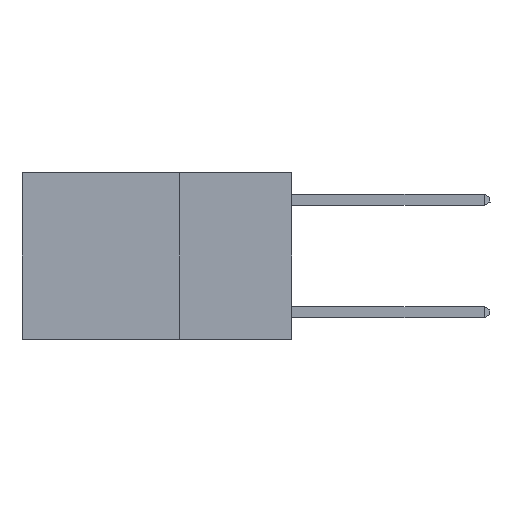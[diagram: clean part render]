
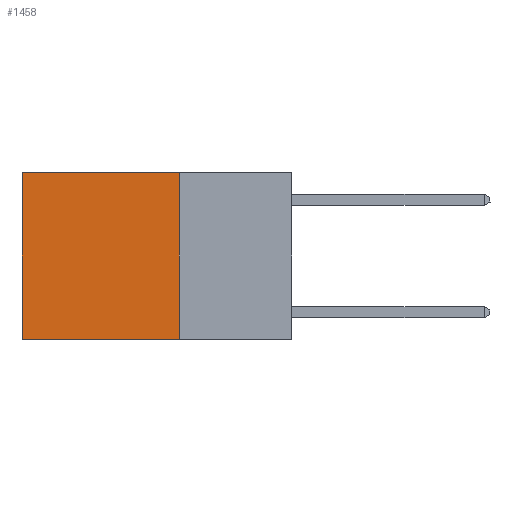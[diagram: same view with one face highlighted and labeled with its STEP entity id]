
A CAD part, left-side view. The second image highlights one B-rep face of the part: STEP entity #1458.
In plain terms, the highlighted planar face has unit normal (-1, 0, 0).
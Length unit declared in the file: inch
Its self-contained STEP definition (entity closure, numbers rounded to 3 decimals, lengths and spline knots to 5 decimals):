
#470 = PLANE ( 'NONE',  #2071 ) ;
#1308 = CARTESIAN_POINT ( 'NONE',  ( 0.2625, 0.25, 0. ) ) ;
#1458 = ADVANCED_FACE ( 'NONE', ( #16458 ), #470, .F. ) ;
#1509 = CARTESIAN_POINT ( 'NONE',  ( 0.2625, 0.6, -0.37 ) ) ;
#1810 = VERTEX_POINT ( 'NONE', #1509 ) ;
#2071 = AXIS2_PLACEMENT_3D ( 'NONE', #4444, #14908, #12487 ) ;
#3308 = CARTESIAN_POINT ( 'NONE',  ( 0.2625, 0.6, 0. ) ) ;
#4129 = CARTESIAN_POINT ( 'NONE',  ( 0.2625, 0.25, -0.37 ) ) ;
#4444 = CARTESIAN_POINT ( 'NONE',  ( 0.2625, 0.25, 0. ) ) ;
#4857 = CARTESIAN_POINT ( 'NONE',  ( 0.2625, 0.25, -0.37 ) ) ;
#6503 = LINE ( 'NONE', #16915, #6785 ) ;
#6785 = VECTOR ( 'NONE', #7785, 39.37008 ) ;
#6858 = VECTOR ( 'NONE', #14308, 39.37008 ) ;
#7749 = DIRECTION ( 'NONE',  ( 0., 1., 0. ) ) ;
#7785 = DIRECTION ( 'NONE',  ( 0., 0., -1. ) ) ;
#8101 = EDGE_CURVE ( 'NONE', #8985, #15943, #6503, .T. ) ;
#8771 = CARTESIAN_POINT ( 'NONE',  ( 0.2625, 0.6, 0. ) ) ;
#8843 = EDGE_CURVE ( 'NONE', #16821, #1810, #16610, .T. ) ;
#8985 = VERTEX_POINT ( 'NONE', #1308 ) ;
#10500 = ORIENTED_EDGE ( 'NONE', *, *, #8843, .T. ) ;
#10732 = ORIENTED_EDGE ( 'NONE', *, *, #13172, .T. ) ;
#11171 = DIRECTION ( 'NONE',  ( 0., 0., -1. ) ) ;
#11628 = LINE ( 'NONE', #4857, #15949 ) ;
#11631 = CARTESIAN_POINT ( 'NONE',  ( 0.2625, 0.25, 0. ) ) ;
#12042 = VECTOR ( 'NONE', #11171, 39.37008 ) ;
#12487 = DIRECTION ( 'NONE',  ( 0., 0., -1. ) ) ;
#13172 = EDGE_CURVE ( 'NONE', #8985, #16821, #16819, .T. ) ;
#13960 = EDGE_LOOP ( 'NONE', ( #10500, #15611, #14307, #10732 ) ) ;
#14307 = ORIENTED_EDGE ( 'NONE', *, *, #8101, .F. ) ;
#14308 = DIRECTION ( 'NONE',  ( 0., 1., 0. ) ) ;
#14908 = DIRECTION ( 'NONE',  ( 1., 0., 0. ) ) ;
#15611 = ORIENTED_EDGE ( 'NONE', *, *, #16177, .F. ) ;
#15943 = VERTEX_POINT ( 'NONE', #4129 ) ;
#15949 = VECTOR ( 'NONE', #7749, 39.37008 ) ;
#16177 = EDGE_CURVE ( 'NONE', #15943, #1810, #11628, .T. ) ;
#16458 = FACE_OUTER_BOUND ( 'NONE', #13960, .T. ) ;
#16610 = LINE ( 'NONE', #3308, #12042 ) ;
#16819 = LINE ( 'NONE', #11631, #6858 ) ;
#16821 = VERTEX_POINT ( 'NONE', #8771 ) ;
#16915 = CARTESIAN_POINT ( 'NONE',  ( 0.2625, 0.25, 0. ) ) ;
